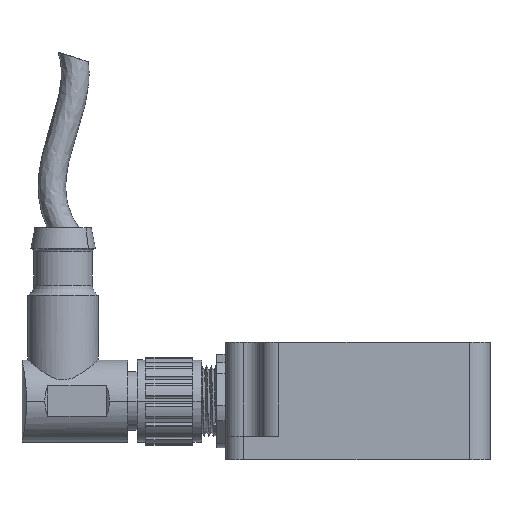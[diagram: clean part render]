
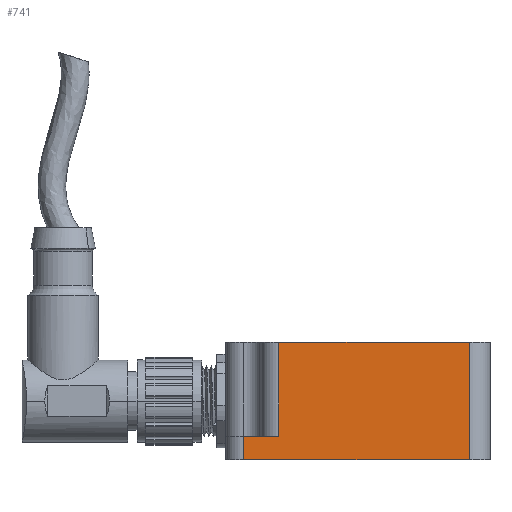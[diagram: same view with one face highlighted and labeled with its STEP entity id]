
A CAD part, front view. The second image highlights one B-rep face of the part: STEP entity #741.
In plain terms, the highlighted planar face has unit normal (0, -1, 0).
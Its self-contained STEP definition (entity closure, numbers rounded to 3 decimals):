
#561 = LINE ( 'NONE', #16502, #9677 ) ;
#741 = ADVANCED_FACE ( 'NONE', ( #12210 ), #7389, .F. ) ;
#809 = DIRECTION ( 'NONE',  ( 1., 0., 0. ) ) ;
#844 = CARTESIAN_POINT ( 'NONE',  ( -22.463, -18.734, 39. ) ) ;
#1038 = VERTEX_POINT ( 'NONE', #21003 ) ;
#2179 = AXIS2_PLACEMENT_3D ( 'NONE', #2557, #18613, #10543 ) ;
#2557 = CARTESIAN_POINT ( 'NONE',  ( -2.963, -18.734, 55. ) ) ;
#2616 = EDGE_CURVE ( 'NONE', #20229, #10993, #16233, .T. ) ;
#2624 = DIRECTION ( 'NONE',  ( 0., 0., -1. ) ) ;
#3116 = ORIENTED_EDGE ( 'NONE', *, *, #10832, .F. ) ;
#3312 = LINE ( 'NONE', #4136, #20027 ) ;
#3789 = DIRECTION ( 'NONE',  ( 0., 0., -1. ) ) ;
#4136 = CARTESIAN_POINT ( 'NONE',  ( -2.963, -18.734, 35. ) ) ;
#5220 = LINE ( 'NONE', #17177, #17102 ) ;
#6339 = ORIENTED_EDGE ( 'NONE', *, *, #9823, .T. ) ;
#7247 = EDGE_CURVE ( 'NONE', #1038, #7319, #8365, .T. ) ;
#7319 = VERTEX_POINT ( 'NONE', #8152 ) ;
#7389 = PLANE ( 'NONE',  #2179 ) ;
#7741 = CARTESIAN_POINT ( 'NONE',  ( 16.037, -18.734, 55. ) ) ;
#8092 = VERTEX_POINT ( 'NONE', #13693 ) ;
#8152 = CARTESIAN_POINT ( 'NONE',  ( -22.463, -18.734, 35. ) ) ;
#8365 = LINE ( 'NONE', #844, #11134 ) ;
#9644 = EDGE_CURVE ( 'NONE', #20229, #11551, #561, .T. ) ;
#9677 = VECTOR ( 'NONE', #3789, 1000. ) ;
#9823 = EDGE_CURVE ( 'NONE', #7319, #8092, #3312, .T. ) ;
#10055 = EDGE_CURVE ( 'NONE', #11551, #1038, #17503, .T. ) ;
#10543 = DIRECTION ( 'NONE',  ( 0., 0., 1. ) ) ;
#10832 = EDGE_CURVE ( 'NONE', #10993, #8092, #5220, .T. ) ;
#10993 = VERTEX_POINT ( 'NONE', #7741 ) ;
#11134 = VECTOR ( 'NONE', #2624, 1000. ) ;
#11250 = ORIENTED_EDGE ( 'NONE', *, *, #2616, .F. ) ;
#11282 = ORIENTED_EDGE ( 'NONE', *, *, #9644, .T. ) ;
#11551 = VERTEX_POINT ( 'NONE', #15725 ) ;
#11758 = DIRECTION ( 'NONE',  ( 1., 0., 0. ) ) ;
#11881 = CARTESIAN_POINT ( 'NONE',  ( -16.463, -18.734, 55. ) ) ;
#12210 = FACE_OUTER_BOUND ( 'NONE', #15215, .T. ) ;
#12757 = CARTESIAN_POINT ( 'NONE',  ( -16.463, -18.734, 39. ) ) ;
#13214 = VECTOR ( 'NONE', #14502, 1000. ) ;
#13693 = CARTESIAN_POINT ( 'NONE',  ( 16.037, -18.734, 35. ) ) ;
#14013 = DIRECTION ( 'NONE',  ( 0., 0., -1. ) ) ;
#14337 = ORIENTED_EDGE ( 'NONE', *, *, #10055, .T. ) ;
#14502 = DIRECTION ( 'NONE',  ( -1., 0., 0. ) ) ;
#14708 = VECTOR ( 'NONE', #11758, 1000. ) ;
#15215 = EDGE_LOOP ( 'NONE', ( #6339, #3116, #11250, #11282, #14337, #19281 ) ) ;
#15725 = CARTESIAN_POINT ( 'NONE',  ( -16.463, -18.734, 39. ) ) ;
#16233 = LINE ( 'NONE', #17841, #14708 ) ;
#16502 = CARTESIAN_POINT ( 'NONE',  ( -16.463, -18.734, 55. ) ) ;
#17102 = VECTOR ( 'NONE', #14013, 1000. ) ;
#17177 = CARTESIAN_POINT ( 'NONE',  ( 16.037, -18.734, 55. ) ) ;
#17503 = LINE ( 'NONE', #12757, #13214 ) ;
#17841 = CARTESIAN_POINT ( 'NONE',  ( -2.963, -18.734, 55. ) ) ;
#18613 = DIRECTION ( 'NONE',  ( 0., 1., 0. ) ) ;
#19281 = ORIENTED_EDGE ( 'NONE', *, *, #7247, .T. ) ;
#20027 = VECTOR ( 'NONE', #809, 1000. ) ;
#20229 = VERTEX_POINT ( 'NONE', #11881 ) ;
#21003 = CARTESIAN_POINT ( 'NONE',  ( -22.463, -18.734, 39. ) ) ;
